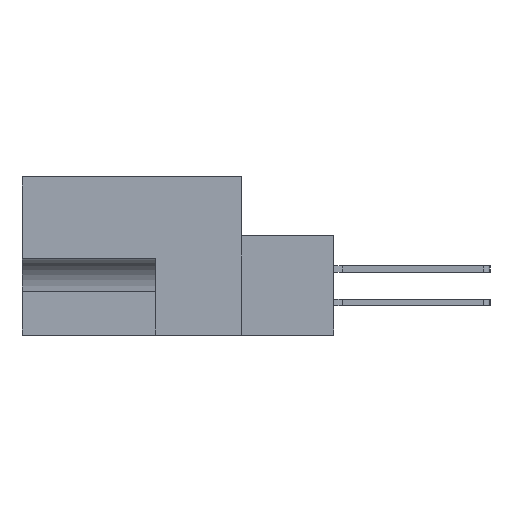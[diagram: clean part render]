
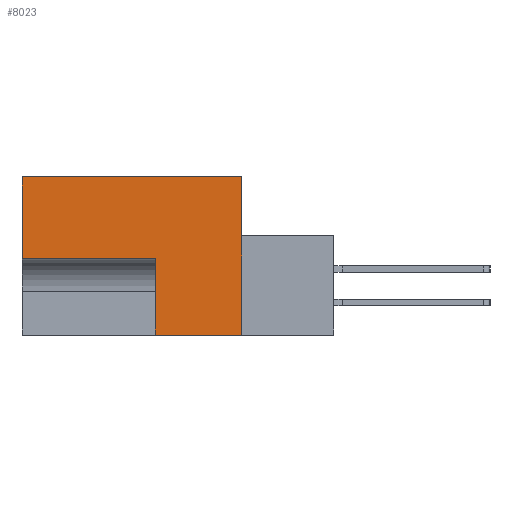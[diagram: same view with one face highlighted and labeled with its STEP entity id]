
A CAD part, left-side view. The second image highlights one B-rep face of the part: STEP entity #8023.
In plain terms, the highlighted planar face has unit normal (-1, 0, 0).
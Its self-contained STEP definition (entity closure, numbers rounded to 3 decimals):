
#128 = ORIENTED_EDGE ( 'NONE', *, *, #16751, .F. ) ;
#2259 = EDGE_CURVE ( 'NONE', #19224, #44905, #6717, .T. ) ;
#4202 = CARTESIAN_POINT ( 'NONE',  ( 0., 8.255, -15.088 ) ) ;
#5299 = LINE ( 'NONE', #5455, #50972 ) ;
#5455 = CARTESIAN_POINT ( 'NONE',  ( 0., 8.255, -7.772 ) ) ;
#6717 = LINE ( 'NONE', #47977, #12322 ) ;
#8023 = ADVANCED_FACE ( 'NONE', ( #20102 ), #27494, .F. ) ;
#12159 = AXIS2_PLACEMENT_3D ( 'NONE', #43502, #27657, #27320 ) ;
#12322 = VECTOR ( 'NONE', #32487, 1000. ) ;
#13887 = CARTESIAN_POINT ( 'NONE',  ( 0., 8.255, -15.088 ) ) ;
#14213 = ORIENTED_EDGE ( 'NONE', *, *, #26421, .F. ) ;
#14610 = VECTOR ( 'NONE', #41390, 1000. ) ;
#14660 = VECTOR ( 'NONE', #34814, 1000. ) ;
#14934 = CARTESIAN_POINT ( 'NONE',  ( 0., 8.255, -7.772 ) ) ;
#16751 = EDGE_CURVE ( 'NONE', #45790, #30867, #44859, .T. ) ;
#17421 = VERTEX_POINT ( 'NONE', #28170 ) ;
#17474 = DIRECTION ( 'NONE',  ( 0., 1., 0. ) ) ;
#19224 = VERTEX_POINT ( 'NONE', #39079 ) ;
#20102 = FACE_OUTER_BOUND ( 'NONE', #22992, .T. ) ;
#20234 = LINE ( 'NONE', #47134, #14660 ) ;
#21061 = ORIENTED_EDGE ( 'NONE', *, *, #37759, .F. ) ;
#21719 = VECTOR ( 'NONE', #41816, 1000. ) ;
#22992 = EDGE_LOOP ( 'NONE', ( #21061, #14213, #29876, #50101, #31067, #128 ) ) ;
#23913 = CARTESIAN_POINT ( 'NONE',  ( 0., -8.814, -15.088 ) ) ;
#24261 = DIRECTION ( 'NONE',  ( 0., 1., 0. ) ) ;
#24666 = CARTESIAN_POINT ( 'NONE',  ( 0., 0., 0. ) ) ;
#26421 = EDGE_CURVE ( 'NONE', #44905, #40535, #47113, .T. ) ;
#27320 = DIRECTION ( 'NONE',  ( 0., 0., -1. ) ) ;
#27494 = PLANE ( 'NONE',  #12159 ) ;
#27657 = DIRECTION ( 'NONE',  ( 1., 0., 0. ) ) ;
#28170 = CARTESIAN_POINT ( 'NONE',  ( 0., 20.955, -7.772 ) ) ;
#28360 = VECTOR ( 'NONE', #24261, 1000. ) ;
#29876 = ORIENTED_EDGE ( 'NONE', *, *, #2259, .F. ) ;
#30206 = CARTESIAN_POINT ( 'NONE',  ( 0., 0., -15.088 ) ) ;
#30867 = VERTEX_POINT ( 'NONE', #14934 ) ;
#31067 = ORIENTED_EDGE ( 'NONE', *, *, #45450, .F. ) ;
#32487 = DIRECTION ( 'NONE',  ( 0., -1., 0. ) ) ;
#33110 = CARTESIAN_POINT ( 'NONE',  ( 0., 0., 0. ) ) ;
#34814 = DIRECTION ( 'NONE',  ( 0., 0., 1. ) ) ;
#37759 = EDGE_CURVE ( 'NONE', #40535, #45790, #47248, .T. ) ;
#39079 = CARTESIAN_POINT ( 'NONE',  ( 0., 20.955, 0. ) ) ;
#40535 = VERTEX_POINT ( 'NONE', #30206 ) ;
#41390 = DIRECTION ( 'NONE',  ( 0., 0., -1. ) ) ;
#41816 = DIRECTION ( 'NONE',  ( 0., 0., 1. ) ) ;
#43502 = CARTESIAN_POINT ( 'NONE',  ( 0., 0., 0. ) ) ;
#44859 = LINE ( 'NONE', #13887, #21719 ) ;
#44905 = VERTEX_POINT ( 'NONE', #24666 ) ;
#45450 = EDGE_CURVE ( 'NONE', #30867, #17421, #5299, .T. ) ;
#45790 = VERTEX_POINT ( 'NONE', #4202 ) ;
#47113 = LINE ( 'NONE', #33110, #14610 ) ;
#47134 = CARTESIAN_POINT ( 'NONE',  ( 0., 20.955, -15.088 ) ) ;
#47248 = LINE ( 'NONE', #23913, #28360 ) ;
#47977 = CARTESIAN_POINT ( 'NONE',  ( 0., 11.506, 0. ) ) ;
#49265 = EDGE_CURVE ( 'NONE', #17421, #19224, #20234, .T. ) ;
#50101 = ORIENTED_EDGE ( 'NONE', *, *, #49265, .F. ) ;
#50972 = VECTOR ( 'NONE', #17474, 1000. ) ;
